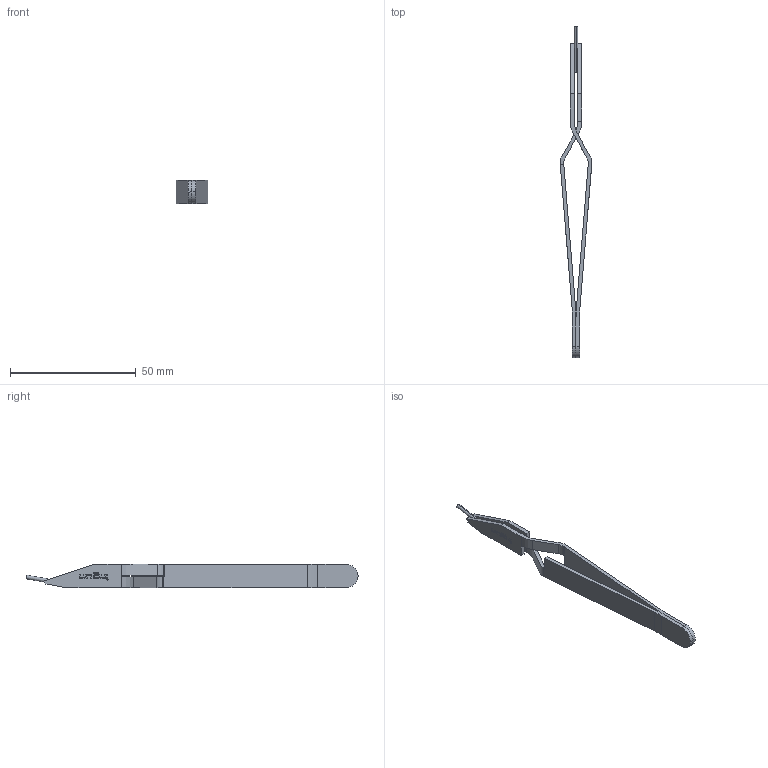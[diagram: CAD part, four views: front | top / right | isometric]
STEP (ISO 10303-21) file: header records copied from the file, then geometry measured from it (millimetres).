
FILE_DESCRIPTION (( 'STEP AP203' ), '1' );
FILE_NAME ('INGUN_SW-SPT-030.STEP', '2024-09-26T12:01:51', ( '' ), ( '' ), 'SwSTEP 2.0', 'SolidWorks 2023', '' );
FILE_SCHEMA (( 'CONFIG_CONTROL_DESIGN' ));
Length unit declared in the file: millimetre
Products named in the file (1): INGUN_SW-SPT-030
Bounding box: 12.59 x 131.84 x 9.2 mm (x, y, z)
Volume: 2899.9 mm3; surface area: 4612.4 mm2
Topology: 1 solids, 1 shells, 128 faces, 355 edges, 231 vertices
Faces by surface type: plane 82, cylinder 46
Entity records: 4160 total; most frequent: CARTESIAN_POINT 721, ORIENTED_EDGE 710, DIRECTION 703, EDGE_CURVE 355, LINE 261, VECTOR 261, VERTEX_POINT 231, AXIS2_PLACEMENT_3D 221
